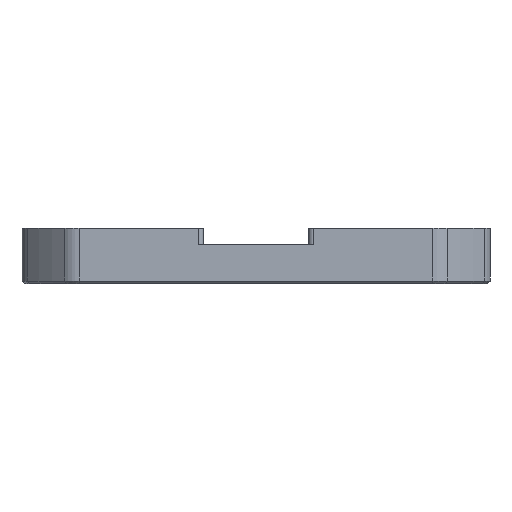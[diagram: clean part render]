
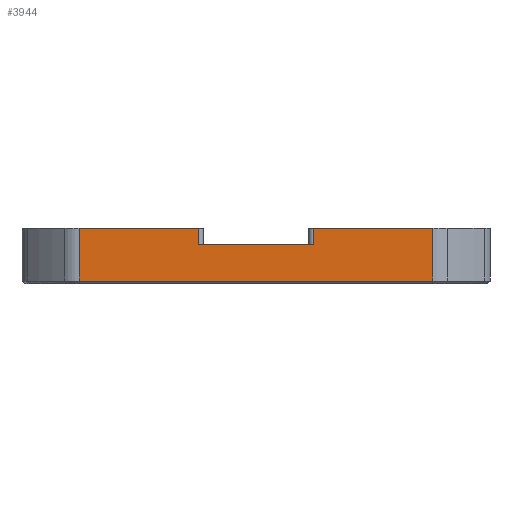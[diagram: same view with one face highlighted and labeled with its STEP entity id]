
A CAD part, front view. The second image highlights one B-rep face of the part: STEP entity #3944.
In plain terms, the highlighted planar face has unit normal (0, -1, 0).
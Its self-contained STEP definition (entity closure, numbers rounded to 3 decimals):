
#371=FACE_OUTER_BOUND('',#604,.T.);
#604=EDGE_LOOP('',(#3595,#3596,#3597,#3598,#3599,#3600,#3601,#3602));
#876=LINE('',#6550,#1235);
#916=LINE('',#6668,#1275);
#928=LINE('',#6727,#1287);
#950=LINE('',#6786,#1309);
#951=LINE('',#6789,#1310);
#968=LINE('',#6833,#1327);
#969=LINE('',#6835,#1328);
#970=LINE('',#6836,#1329);
#1235=VECTOR('',#5244,10.);
#1275=VECTOR('',#5382,10.);
#1287=VECTOR('',#5438,10.);
#1309=VECTOR('',#5504,10.);
#1310=VECTOR('',#5509,10.);
#1327=VECTOR('',#5568,10.);
#1328=VECTOR('',#5569,10.);
#1329=VECTOR('',#5570,10.);
#1833=VERTEX_POINT('',#6544);
#1834=VERTEX_POINT('',#6548);
#1862=VERTEX_POINT('',#6666);
#1863=VERTEX_POINT('',#6667);
#1887=VERTEX_POINT('',#6724);
#1888=VERTEX_POINT('',#6726);
#1903=VERTEX_POINT('',#6785);
#1910=VERTEX_POINT('',#6834);
#2341=EDGE_CURVE('',#1833,#1834,#876,.T.);
#2399=EDGE_CURVE('',#1862,#1863,#916,.T.);
#2430=EDGE_CURVE('',#1888,#1887,#928,.T.);
#2460=EDGE_CURVE('',#1888,#1903,#950,.T.);
#2462=EDGE_CURVE('',#1834,#1887,#951,.T.);
#2484=EDGE_CURVE('',#1862,#1833,#968,.T.);
#2485=EDGE_CURVE('',#1910,#1863,#969,.T.);
#2486=EDGE_CURVE('',#1903,#1910,#970,.T.);
#3595=ORIENTED_EDGE('',*,*,#2341,.F.);
#3596=ORIENTED_EDGE('',*,*,#2484,.F.);
#3597=ORIENTED_EDGE('',*,*,#2399,.T.);
#3598=ORIENTED_EDGE('',*,*,#2485,.F.);
#3599=ORIENTED_EDGE('',*,*,#2486,.F.);
#3600=ORIENTED_EDGE('',*,*,#2460,.F.);
#3601=ORIENTED_EDGE('',*,*,#2430,.T.);
#3602=ORIENTED_EDGE('',*,*,#2462,.F.);
#3734=PLANE('',#4371);
#3944=ADVANCED_FACE('',(#371),#3734,.T.);
#4371=AXIS2_PLACEMENT_3D('',#6832,#5566,#5567);
#5244=DIRECTION('',(-1.,0.,0.));
#5382=DIRECTION('',(-1.,0.,0.));
#5438=DIRECTION('',(-1.,0.,0.));
#5504=DIRECTION('',(0.,0.,-1.));
#5509=DIRECTION('',(0.,0.,1.));
#5566=DIRECTION('center_axis',(0.,-1.,0.));
#5567=DIRECTION('ref_axis',(-1.,0.,0.));
#5568=DIRECTION('',(0.,0.,-1.));
#5569=DIRECTION('',(0.,0.,1.));
#5570=DIRECTION('',(1.,0.,0.));
#6544=CARTESIAN_POINT('',(15.861,-21.,-2.25));
#6548=CARTESIAN_POINT('',(-15.861,-21.,-2.25));
#6550=CARTESIAN_POINT('',(8.285,-21.,-2.25));
#6666=CARTESIAN_POINT('',(15.861,-21.,2.5));
#6667=CARTESIAN_POINT('',(5.125,-21.,2.5));
#6668=CARTESIAN_POINT('',(13.41,-21.,2.5));
#6724=CARTESIAN_POINT('',(-15.861,-21.,2.5));
#6726=CARTESIAN_POINT('',(-5.125,-21.,2.5));
#6727=CARTESIAN_POINT('',(3.16,-21.,2.5));
#6785=CARTESIAN_POINT('',(-5.125,-21.,1.));
#6786=CARTESIAN_POINT('',(-5.125,-21.,0.));
#6789=CARTESIAN_POINT('',(-15.861,-21.,0.));
#6832=CARTESIAN_POINT('Origin',(16.57,-21.,0.));
#6833=CARTESIAN_POINT('',(15.861,-21.,0.));
#6834=CARTESIAN_POINT('',(5.125,-21.,1.));
#6835=CARTESIAN_POINT('',(5.125,-21.,0.));
#6836=CARTESIAN_POINT('',(4.75,-21.,1.));
